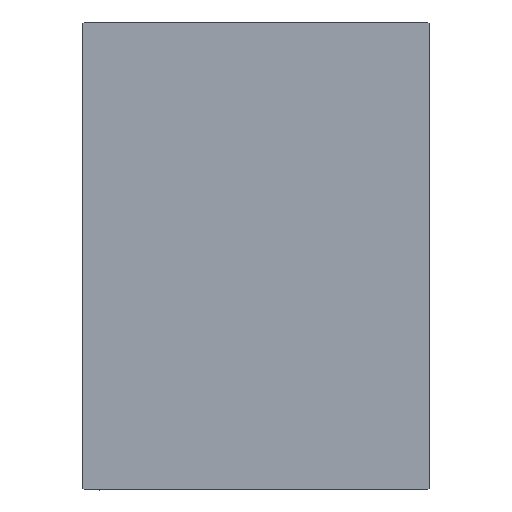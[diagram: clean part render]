
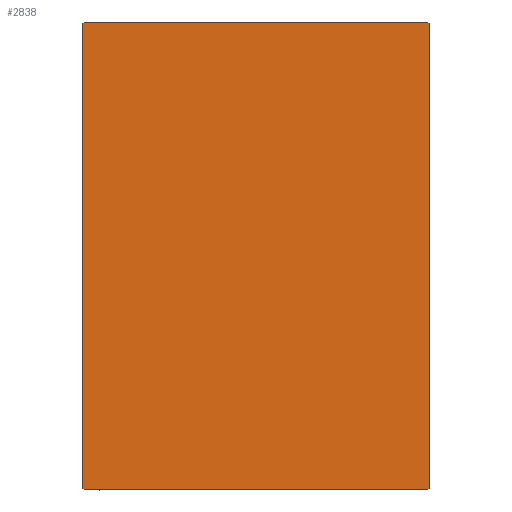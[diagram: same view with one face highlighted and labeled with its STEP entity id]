
A CAD part, left-side view. The second image highlights one B-rep face of the part: STEP entity #2838.
In plain terms, the highlighted face is planar.
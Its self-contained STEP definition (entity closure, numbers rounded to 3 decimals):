
#119 = DIRECTION ( 'NONE',  ( 0., 0.707, -0.707 ) ) ;
#531 = DIRECTION ( 'NONE',  ( 0., 0., -1. ) ) ;
#986 = VECTOR ( 'NONE', #119, 1000. ) ;
#1407 = LINE ( 'NONE', #28305, #39085 ) ;
#1413 = VERTEX_POINT ( 'NONE', #11866 ) ;
#2752 = DIRECTION ( 'NONE',  ( 0., 0., -1. ) ) ;
#2838 = ADVANCED_FACE ( 'NONE', ( #39397 ), #3152, .T. ) ;
#3152 = PLANE ( 'NONE',  #37583 ) ;
#4001 = ORIENTED_EDGE ( 'NONE', *, *, #28440, .T. ) ;
#4123 = EDGE_LOOP ( 'NONE', ( #6663, #4192, #38098, #4001, #38842, #31527, #17704, #37750 ) ) ;
#4192 = ORIENTED_EDGE ( 'NONE', *, *, #25412, .T. ) ;
#4645 = EDGE_CURVE ( 'NONE', #5320, #13966, #20426, .T. ) ;
#4872 = DIRECTION ( 'NONE',  ( 0., -0.707, -0.707 ) ) ;
#4990 = EDGE_CURVE ( 'NONE', #1413, #13027, #36661, .T. ) ;
#5320 = VERTEX_POINT ( 'NONE', #33142 ) ;
#5844 = VECTOR ( 'NONE', #36448, 1000. ) ;
#6663 = ORIENTED_EDGE ( 'NONE', *, *, #4990, .T. ) ;
#6893 = CARTESIAN_POINT ( 'NONE',  ( 88., -31.5, -42.2 ) ) ;
#7717 = VERTEX_POINT ( 'NONE', #9576 ) ;
#9505 = LINE ( 'NONE', #39658, #41863 ) ;
#9576 = CARTESIAN_POINT ( 'NONE',  ( 88., 31.2, 42.5 ) ) ;
#10135 = VECTOR ( 'NONE', #2752, 1000. ) ;
#10879 = VERTEX_POINT ( 'NONE', #6893 ) ;
#11465 = VECTOR ( 'NONE', #25018, 1000. ) ;
#11866 = CARTESIAN_POINT ( 'NONE',  ( 88., -31.2, -42.5 ) ) ;
#13027 = VERTEX_POINT ( 'NONE', #21476 ) ;
#13613 = DIRECTION ( 'NONE',  ( 0., -0.707, 0.707 ) ) ;
#13966 = VERTEX_POINT ( 'NONE', #16317 ) ;
#15906 = EDGE_CURVE ( 'NONE', #7717, #40592, #19384, .T. ) ;
#16317 = CARTESIAN_POINT ( 'NONE',  ( 88., 31.5, 42.2 ) ) ;
#16819 = LINE ( 'NONE', #39839, #986 ) ;
#16958 = CARTESIAN_POINT ( 'NONE',  ( 88., 31.5, -42.5 ) ) ;
#17704 = ORIENTED_EDGE ( 'NONE', *, *, #35444, .T. ) ;
#17858 = CARTESIAN_POINT ( 'NONE',  ( 88., -31.2, 42.5 ) ) ;
#19384 = LINE ( 'NONE', #28710, #11465 ) ;
#19592 = VECTOR ( 'NONE', #30148, 1000. ) ;
#20426 = LINE ( 'NONE', #16958, #42479 ) ;
#21476 = CARTESIAN_POINT ( 'NONE',  ( 88., 31.2, -42.5 ) ) ;
#22250 = DIRECTION ( 'NONE',  ( 1., 0., 0. ) ) ;
#22904 = LINE ( 'NONE', #25301, #10135 ) ;
#23465 = DIRECTION ( 'NONE',  ( 0., 0., 1. ) ) ;
#23780 = EDGE_CURVE ( 'NONE', #40592, #32861, #1407, .T. ) ;
#25018 = DIRECTION ( 'NONE',  ( 0., -1., 0. ) ) ;
#25301 = CARTESIAN_POINT ( 'NONE',  ( 88., -31.5, 42.5 ) ) ;
#25412 = EDGE_CURVE ( 'NONE', #13027, #5320, #30363, .T. ) ;
#28305 = CARTESIAN_POINT ( 'NONE',  ( 88., -36.85, 36.85 ) ) ;
#28440 = EDGE_CURVE ( 'NONE', #13966, #7717, #9505, .T. ) ;
#28710 = CARTESIAN_POINT ( 'NONE',  ( 88., 31.5, 42.5 ) ) ;
#30148 = DIRECTION ( 'NONE',  ( 0., 1., 0. ) ) ;
#30229 = EDGE_CURVE ( 'NONE', #10879, #1413, #16819, .T. ) ;
#30363 = LINE ( 'NONE', #40345, #5844 ) ;
#31527 = ORIENTED_EDGE ( 'NONE', *, *, #23780, .T. ) ;
#32861 = VERTEX_POINT ( 'NONE', #39669 ) ;
#33086 = CARTESIAN_POINT ( 'NONE',  ( 88., 0., 0. ) ) ;
#33142 = CARTESIAN_POINT ( 'NONE',  ( 88., 31.5, -42.2 ) ) ;
#35444 = EDGE_CURVE ( 'NONE', #32861, #10879, #22904, .T. ) ;
#36448 = DIRECTION ( 'NONE',  ( 0., 0.707, 0.707 ) ) ;
#36450 = CARTESIAN_POINT ( 'NONE',  ( 88., -31.5, -42.5 ) ) ;
#36661 = LINE ( 'NONE', #36450, #19592 ) ;
#37583 = AXIS2_PLACEMENT_3D ( 'NONE', #33086, #22250, #531 ) ;
#37750 = ORIENTED_EDGE ( 'NONE', *, *, #30229, .T. ) ;
#38098 = ORIENTED_EDGE ( 'NONE', *, *, #4645, .T. ) ;
#38842 = ORIENTED_EDGE ( 'NONE', *, *, #15906, .T. ) ;
#39085 = VECTOR ( 'NONE', #4872, 1000. ) ;
#39397 = FACE_OUTER_BOUND ( 'NONE', #4123, .T. ) ;
#39658 = CARTESIAN_POINT ( 'NONE',  ( 88., 36.85, 36.85 ) ) ;
#39669 = CARTESIAN_POINT ( 'NONE',  ( 88., -31.5, 42.2 ) ) ;
#39839 = CARTESIAN_POINT ( 'NONE',  ( 88., -36.85, -36.85 ) ) ;
#40345 = CARTESIAN_POINT ( 'NONE',  ( 88., 36.85, -36.85 ) ) ;
#40592 = VERTEX_POINT ( 'NONE', #17858 ) ;
#41863 = VECTOR ( 'NONE', #13613, 1000. ) ;
#42479 = VECTOR ( 'NONE', #23465, 1000. ) ;
